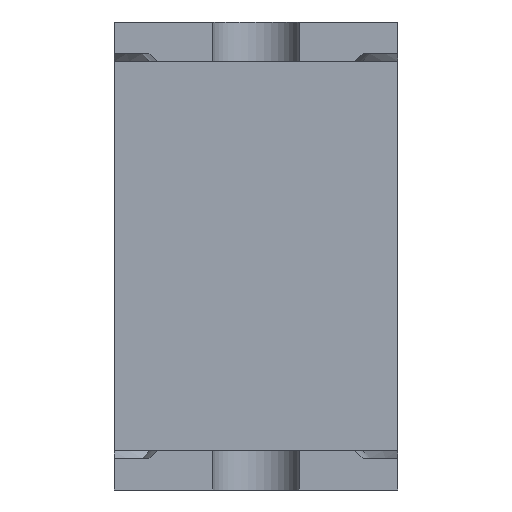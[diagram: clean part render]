
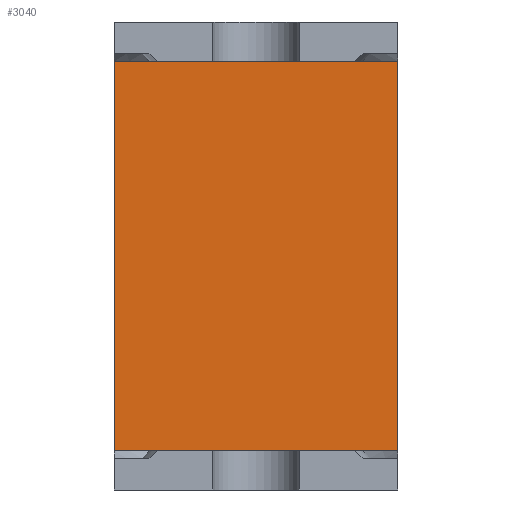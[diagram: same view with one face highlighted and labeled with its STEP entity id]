
A CAD part, left-side view. The second image highlights one B-rep face of the part: STEP entity #3040.
In plain terms, the highlighted planar face has unit normal (-1, 0, 0).
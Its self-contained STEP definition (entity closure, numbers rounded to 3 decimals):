
#96=LINE('',#4131,#446);
#110=LINE('',#4162,#460);
#140=LINE('',#4256,#490);
#173=LINE('',#4319,#523);
#446=VECTOR('',#3320,10.);
#460=VECTOR('',#3336,10.);
#490=VECTOR('',#3390,10.);
#523=VECTOR('',#3427,10.);
#900=PLANE('',#3230);
#1036=FACE_OUTER_BOUND('',#1219,.T.);
#1219=EDGE_LOOP('',(#2748,#2749,#2750,#2751));
#1365=VERTEX_POINT('',#4128);
#1366=VERTEX_POINT('',#4130);
#1379=VERTEX_POINT('',#4160);
#1416=VERTEX_POINT('',#4255);
#1646=EDGE_CURVE('',#1365,#1366,#96,.T.);
#1661=EDGE_CURVE('',#1379,#1365,#110,.T.);
#1702=EDGE_CURVE('',#1366,#1416,#140,.T.);
#1735=EDGE_CURVE('',#1416,#1379,#173,.T.);
#2748=ORIENTED_EDGE('',*,*,#1702,.F.);
#2749=ORIENTED_EDGE('',*,*,#1646,.F.);
#2750=ORIENTED_EDGE('',*,*,#1661,.F.);
#2751=ORIENTED_EDGE('',*,*,#1735,.F.);
#3040=ADVANCED_FACE('',(#1036),#900,.T.);
#3230=AXIS2_PLACEMENT_3D('',#4839,#3922,#3923);
#3320=DIRECTION('',(0.,-1.,0.));
#3336=DIRECTION('',(0.,0.,1.));
#3390=DIRECTION('',(0.,0.,-1.));
#3427=DIRECTION('',(0.,1.,0.));
#3922=DIRECTION('center_axis',(-1.,0.,0.));
#3923=DIRECTION('ref_axis',(0.,-1.,0.));
#4128=CARTESIAN_POINT('',(45.002,215.014,24.9));
#4130=CARTESIAN_POINT('',(45.002,179.014,24.9));
#4131=CARTESIAN_POINT('',(45.002,200.564,24.9));
#4160=CARTESIAN_POINT('',(45.002,215.014,-24.6));
#4162=CARTESIAN_POINT('',(45.002,215.014,24.7));
#4255=CARTESIAN_POINT('',(45.002,179.014,-24.6));
#4256=CARTESIAN_POINT('',(45.002,179.014,24.7));
#4319=CARTESIAN_POINT('',(45.002,202.514,-24.6));
#4839=CARTESIAN_POINT('Origin',(45.002,215.014,24.7));
